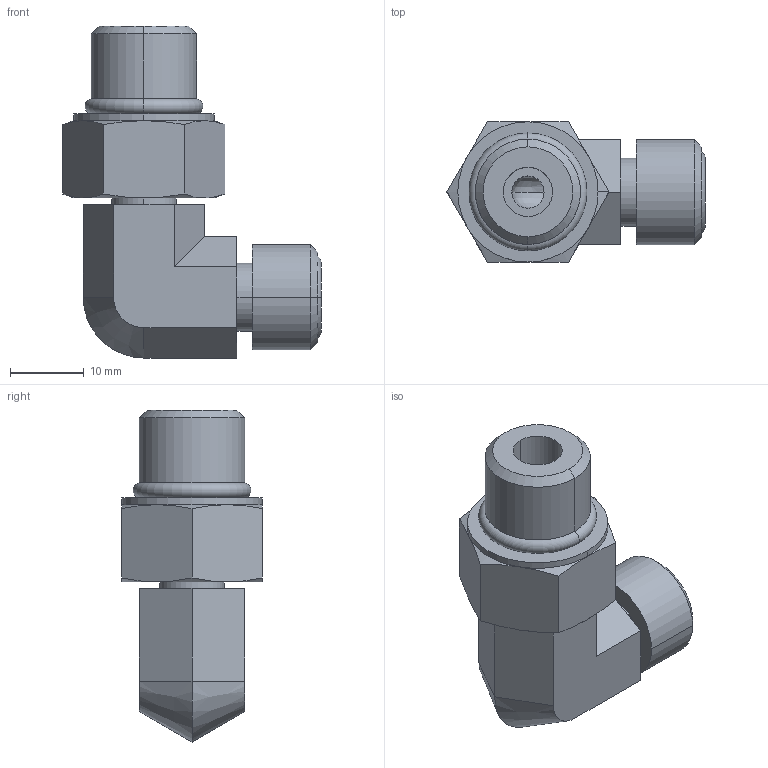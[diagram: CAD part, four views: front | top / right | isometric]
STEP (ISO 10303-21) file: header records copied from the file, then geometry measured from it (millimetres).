
FILE_DESCRIPTION((''),'2;1');
FILE_NAME('4-6_C5OLO-S_PRT','2002-10-15T',('ta29392'),(''),'PRO/ENGINEER BY PARAMETRIC TECHNOLOGY CORPORATION, 2002220','PRO/ENGINEER BY PARAMETRIC TECHNOLOGY CORPORATION, 2002220','');
FILE_SCHEMA(('CONFIG_CONTROL_DESIGN'));
Length unit declared in the file: inch
Products named in the file (1): 4-6_C5OLO-S_PRT
Bounding box: 35.05 x 19.05 x 45.08 mm (x, y, z)
Volume: 10035.7 mm3; surface area: 5355.4 mm2
Topology: 1 solids, 1 shells, 81 faces, 182 edges, 111 vertices
Faces by surface type: plane 28, cylinder 28, cone 19, torus 4, bspline 2
Entity records: 2468 total; most frequent: CARTESIAN_POINT 612, DIRECTION 397, ORIENTED_EDGE 360, EDGE_CURVE 180, AXIS2_PLACEMENT_3D 163, VERTEX_POINT 111, EDGE_LOOP 93, CIRCLE 84
